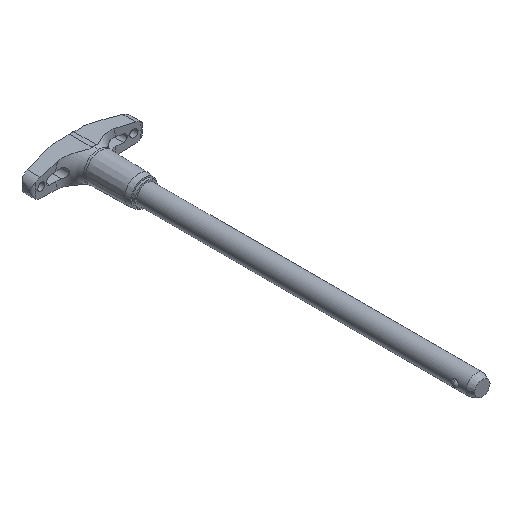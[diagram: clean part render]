
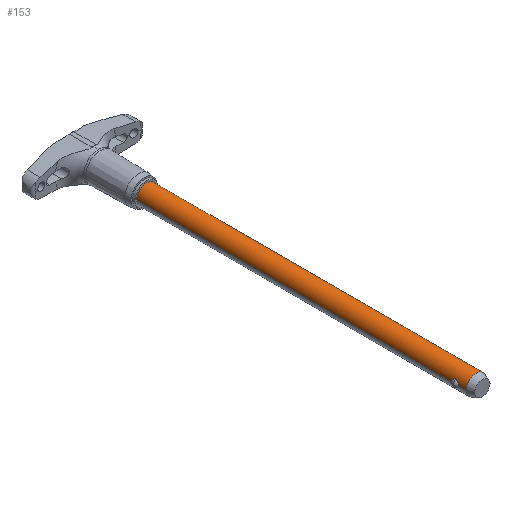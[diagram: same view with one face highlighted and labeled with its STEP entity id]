
A CAD part, isometric view. The second image highlights one B-rep face of the part: STEP entity #153.
In plain terms, the highlighted cylindrical face has radius 3.969 mm (diameter 7.938 mm), a partial arc.
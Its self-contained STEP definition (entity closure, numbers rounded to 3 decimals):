
#153=ADVANCED_FACE('',(#349),#350,.T.);
#349=FACE_OUTER_BOUND('',#588,.T.);
#350=CYLINDRICAL_SURFACE('',#589,3.969);
#588=EDGE_LOOP('',(#991,#992,#993,#994,#995,#996,#997,#998,#999,#1000));
#589=AXIS2_PLACEMENT_3D('',#1001,#1002,#1003);
#991=ORIENTED_EDGE('',*,*,#1608,.T.);
#992=ORIENTED_EDGE('',*,*,#1609,.T.);
#993=ORIENTED_EDGE('',*,*,#1506,.T.);
#994=ORIENTED_EDGE('',*,*,#1610,.T.);
#995=ORIENTED_EDGE('',*,*,#1486,.F.);
#996=ORIENTED_EDGE('',*,*,#1611,.T.);
#997=ORIENTED_EDGE('',*,*,#1612,.T.);
#998=ORIENTED_EDGE('',*,*,#1613,.T.);
#999=ORIENTED_EDGE('',*,*,#1614,.T.);
#1000=ORIENTED_EDGE('',*,*,#1523,.T.);
#1001=CARTESIAN_POINT('',(0.0,-67.691,0.0));
#1002=DIRECTION('',(-0.0,1.0,0.0));
#1003=DIRECTION('',(1.0,0.0,0.0));
#1486=EDGE_CURVE('',#1795,#1794,#1797,.T.);
#1506=EDGE_CURVE('',#1830,#1832,#1834,.T.);
#1523=EDGE_CURVE('',#1864,#1862,#1865,.T.);
#1608=EDGE_CURVE('',#1862,#1999,#2000,.T.);
#1609=EDGE_CURVE('',#1999,#1830,#2001,.T.);
#1610=EDGE_CURVE('',#1832,#1794,#2002,.T.);
#1611=EDGE_CURVE('',#1795,#2003,#2004,.T.);
#1612=EDGE_CURVE('',#2003,#2005,#2006,.T.);
#1613=EDGE_CURVE('',#2005,#2007,#2008,.T.);
#1614=EDGE_CURVE('',#2007,#1864,#2009,.T.);
#1794=VERTEX_POINT('',#2375);
#1795=VERTEX_POINT('',#2376);
#1797=CIRCLE('',#2378,3.969);
#1830=VERTEX_POINT('',#2505);
#1832=VERTEX_POINT('',#2507);
#1834=B_SPLINE_CURVE_WITH_KNOTS('',3,(#2522,#2523,#2524,#2525,#2526,#2527,#2528,#2529,#2530,#2531,#2532,#2533,#2534,#2535),.UNSPECIFIED.,.F.,.F.,(4,2,2,2,2,2,4),(4.167,4.622,5.077,5.295,5.513,5.882,6.251),.UNSPECIFIED.);
#1862=VERTEX_POINT('',#2641);
#1864=VERTEX_POINT('',#2644);
#1865=CIRCLE('',#2645,3.969);
#1999=VERTEX_POINT('',#3220);
#2000=LINE('',#3221,#3222);
#2001=B_SPLINE_CURVE_WITH_KNOTS('',3,(#3223,#3224,#3225,#3226,#3227,#3228,#3229,#3230,#3231,#3232,#3233,#3234,#3235,#3236),.UNSPECIFIED.,.F.,.F.,(4,2,2,2,2,2,4),(2.084,2.453,2.822,3.04,3.257,3.712,4.167),.UNSPECIFIED.);
#2002=LINE('',#3237,#3238);
#2003=VERTEX_POINT('',#3239);
#2004=LINE('',#3240,#3241);
#2005=VERTEX_POINT('',#3242);
#2006=B_SPLINE_CURVE_WITH_KNOTS('',3,(#3243,#3244,#3245,#3246,#3247,#3248,#3249,#3250,#3251,#3252,#3253,#3254,#3255,#3256),.UNSPECIFIED.,.F.,.F.,(4,2,2,2,2,2,4),(6.251,6.62,6.989,7.207,7.425,7.88,8.335),.UNSPECIFIED.);
#2007=VERTEX_POINT('',#3257);
#2008=B_SPLINE_CURVE_WITH_KNOTS('',3,(#3258,#3259,#3260,#3261,#3262,#3263,#3264,#3265,#3266,#3267,#3268,#3269,#3270,#3271),.UNSPECIFIED.,.F.,.F.,(4,2,2,2,2,2,4),(0.0,0.455,0.91,1.128,1.345,1.715,2.084),.UNSPECIFIED.);
#2009=LINE('',#3272,#3273);
#2375=CARTESIAN_POINT('',(3.969,0.0,0.0));
#2376=CARTESIAN_POINT('',(-3.969,0.0,0.));
#2378=AXIS2_PLACEMENT_3D('',#3902,#3903,#3904);
#2505=CARTESIAN_POINT('',(3.7,-128.323,1.435));
#2507=CARTESIAN_POINT('',(3.969,-127.0,0.));
#2522=CARTESIAN_POINT('',(3.7,-128.323,1.435));
#2523=CARTESIAN_POINT('',(3.7,-128.172,1.435));
#2524=CARTESIAN_POINT('',(3.712,-128.01,1.406));
#2525=CARTESIAN_POINT('',(3.754,-127.712,1.289));
#2526=CARTESIAN_POINT('',(3.784,-127.576,1.201));
#2527=CARTESIAN_POINT('',(3.827,-127.413,1.053));
#2528=CARTESIAN_POINT('',(3.842,-127.36,0.996));
#2529=CARTESIAN_POINT('',(3.872,-127.264,0.873));
#2530=CARTESIAN_POINT('',(3.886,-127.221,0.807));
#2531=CARTESIAN_POINT('',(3.919,-127.128,0.638));
#2532=CARTESIAN_POINT('',(3.937,-127.079,0.514));
#2533=CARTESIAN_POINT('',(3.963,-127.015,0.257));
#2534=CARTESIAN_POINT('',(3.969,-127.0,0.123));
#2535=CARTESIAN_POINT('',(3.969,-127.0,0.));
#2641=CARTESIAN_POINT('',(3.969,-132.867,0.0));
#2644=CARTESIAN_POINT('',(-3.969,-132.867,0.));
#2645=AXIS2_PLACEMENT_3D('',#3935,#3936,#3937);
#3220=CARTESIAN_POINT('',(3.969,-129.647,0.));
#3221=CARTESIAN_POINT('',(3.969,-67.691,0.));
#3222=VECTOR('',#4021,1.0);
#3223=CARTESIAN_POINT('',(3.969,-129.647,0.0));
#3224=CARTESIAN_POINT('',(3.969,-129.647,0.123));
#3225=CARTESIAN_POINT('',(3.963,-129.632,0.257));
#3226=CARTESIAN_POINT('',(3.937,-129.568,0.514));
#3227=CARTESIAN_POINT('',(3.919,-129.518,0.638));
#3228=CARTESIAN_POINT('',(3.886,-129.426,0.807));
#3229=CARTESIAN_POINT('',(3.872,-129.383,0.873));
#3230=CARTESIAN_POINT('',(3.842,-129.287,0.996));
#3231=CARTESIAN_POINT('',(3.827,-129.234,1.053));
#3232=CARTESIAN_POINT('',(3.784,-129.071,1.201));
#3233=CARTESIAN_POINT('',(3.754,-128.934,1.289));
#3234=CARTESIAN_POINT('',(3.712,-128.636,1.406));
#3235=CARTESIAN_POINT('',(3.7,-128.475,1.435));
#3236=CARTESIAN_POINT('',(3.7,-128.323,1.435));
#3237=CARTESIAN_POINT('',(3.969,-67.691,0.));
#3238=VECTOR('',#4022,1.0);
#3239=CARTESIAN_POINT('',(-3.969,-127.0,0.));
#3240=CARTESIAN_POINT('',(-3.969,-67.691,0.));
#3241=VECTOR('',#4023,1.0);
#3242=CARTESIAN_POINT('',(-3.7,-128.323,1.435));
#3243=CARTESIAN_POINT('',(-3.969,-127.0,0.));
#3244=CARTESIAN_POINT('',(-3.969,-127.0,0.123));
#3245=CARTESIAN_POINT('',(-3.963,-127.015,0.257));
#3246=CARTESIAN_POINT('',(-3.937,-127.079,0.514));
#3247=CARTESIAN_POINT('',(-3.919,-127.128,0.638));
#3248=CARTESIAN_POINT('',(-3.886,-127.221,0.807));
#3249=CARTESIAN_POINT('',(-3.872,-127.264,0.873));
#3250=CARTESIAN_POINT('',(-3.842,-127.36,0.996));
#3251=CARTESIAN_POINT('',(-3.827,-127.413,1.053));
#3252=CARTESIAN_POINT('',(-3.784,-127.576,1.201));
#3253=CARTESIAN_POINT('',(-3.754,-127.712,1.289));
#3254=CARTESIAN_POINT('',(-3.712,-128.01,1.406));
#3255=CARTESIAN_POINT('',(-3.7,-128.172,1.435));
#3256=CARTESIAN_POINT('',(-3.7,-128.323,1.435));
#3257=CARTESIAN_POINT('',(-3.969,-129.647,0.));
#3258=CARTESIAN_POINT('',(-3.7,-128.323,1.435));
#3259=CARTESIAN_POINT('',(-3.7,-128.475,1.435));
#3260=CARTESIAN_POINT('',(-3.712,-128.636,1.406));
#3261=CARTESIAN_POINT('',(-3.754,-128.934,1.289));
#3262=CARTESIAN_POINT('',(-3.784,-129.071,1.201));
#3263=CARTESIAN_POINT('',(-3.827,-129.234,1.053));
#3264=CARTESIAN_POINT('',(-3.842,-129.287,0.996));
#3265=CARTESIAN_POINT('',(-3.872,-129.383,0.873));
#3266=CARTESIAN_POINT('',(-3.886,-129.426,0.807));
#3267=CARTESIAN_POINT('',(-3.919,-129.518,0.638));
#3268=CARTESIAN_POINT('',(-3.937,-129.568,0.514));
#3269=CARTESIAN_POINT('',(-3.963,-129.632,0.257));
#3270=CARTESIAN_POINT('',(-3.969,-129.647,0.123));
#3271=CARTESIAN_POINT('',(-3.969,-129.647,0.));
#3272=CARTESIAN_POINT('',(-3.969,-67.691,0.));
#3273=VECTOR('',#4024,1.0);
#3902=CARTESIAN_POINT('',(0.0,0.0,0.0));
#3903=DIRECTION('',(-0.0,1.0,0.0));
#3904=DIRECTION('',(1.0,0.0,0.0));
#3935=CARTESIAN_POINT('',(0.0,-132.867,0.0));
#3936=DIRECTION('',(0.,1.0,0.0));
#3937=DIRECTION('',(1.0,0.,0.0));
#4021=DIRECTION('',(0.0,1.0,0.0));
#4022=DIRECTION('',(0.0,1.0,0.0));
#4023=DIRECTION('',(-0.0,-1.0,-0.0));
#4024=DIRECTION('',(-0.0,-1.0,-0.0));
